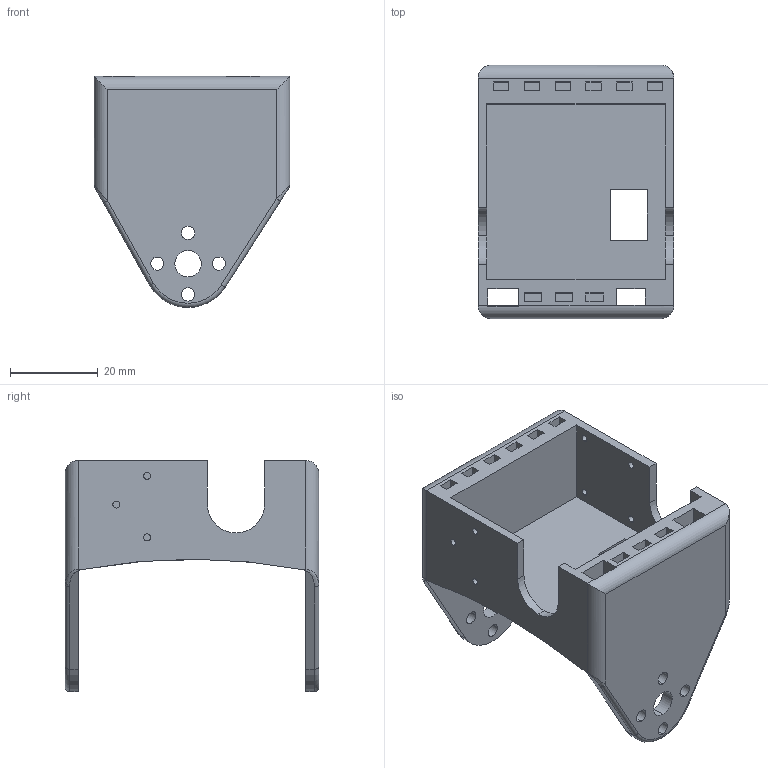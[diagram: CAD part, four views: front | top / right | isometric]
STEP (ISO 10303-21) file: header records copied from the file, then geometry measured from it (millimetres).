
FILE_DESCRIPTION (( 'STEP AP203' ), '1' );
FILE_NAME ('bottom right.sldasm-Part-1_默认_sldprt.STEP', '2018-02-03T08:02:17', ( '' ), ( '' ), 'SwSTEP 2.0', 'SolidWorks 2014', '' );
FILE_SCHEMA (( 'CONFIG_CONTROL_DESIGN' ));
Length unit declared in the file: millimetre
Products named in the file (1): bottom right.sldasm-Part-1_默认_sldprt
Bounding box: 44.5 x 57.7 x 52.6 mm (x, y, z)
Volume: 25644.5 mm3; surface area: 18549.9 mm2
Topology: 1 solids, 1 shells, 139 faces, 372 edges, 240 vertices
Faces by surface type: plane 78, cylinder 54, bspline 5, torus 2
Entity records: 4613 total; most frequent: CARTESIAN_POINT 991, ORIENTED_EDGE 744, DIRECTION 709, EDGE_CURVE 372, VERTEX_POINT 240, LINE 239, VECTOR 239, AXIS2_PLACEMENT_3D 235
